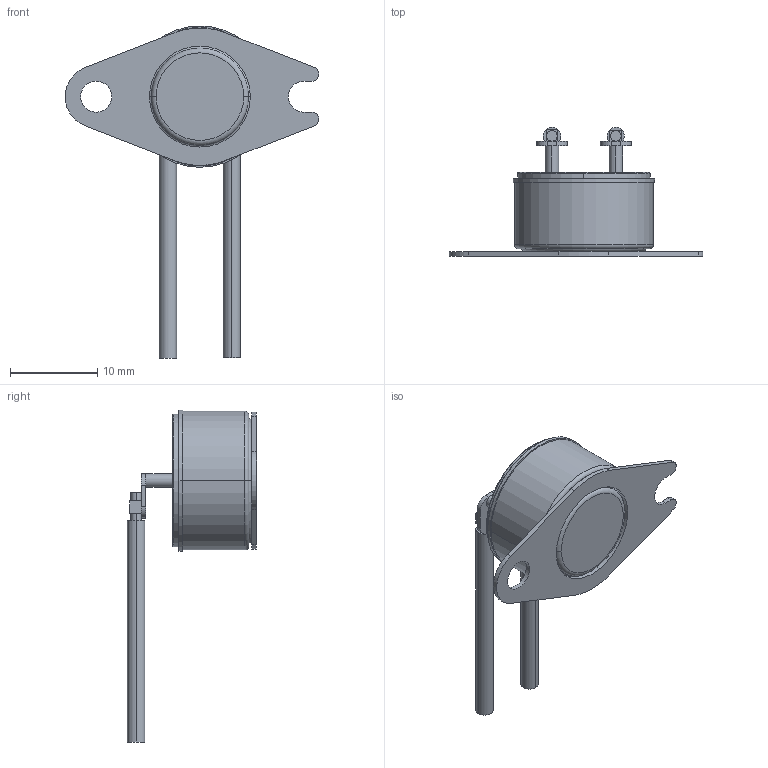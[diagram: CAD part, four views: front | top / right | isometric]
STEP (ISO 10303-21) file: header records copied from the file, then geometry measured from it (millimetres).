
FILE_DESCRIPTION (( 'STEP AP214' ), '1' );
FILE_NAME ('4344-278.STEP', '2021-07-21T03:17:23', ( '' ), ( '' ), 'SwSTEP 2.0', 'SolidWorks 2020', '' );
FILE_SCHEMA (( 'AUTOMOTIVE_DESIGN' ));
Length unit declared in the file: inch
Products named in the file (1): 4344-278
Bounding box: 29.08 x 14.81 x 38.03 mm (x, y, z)
Volume: 2115.5 mm3; surface area: 1771.3 mm2
Topology: 3 solids, 3 shells, 612 faces, 1641 edges, 1090 vertices
Faces by surface type: plane 326, bspline 220, cylinder 50, torus 14, cone 2
Entity records: 33882 total; most frequent: CARTESIAN_POINT 11956, ORIENTED_EDGE 3282, DIRECTION 2125, EDGE_CURVE 1641, VERTEX_POINT 1090, VECTOR 1063, LINE 1063, EDGE_LOOP 669
